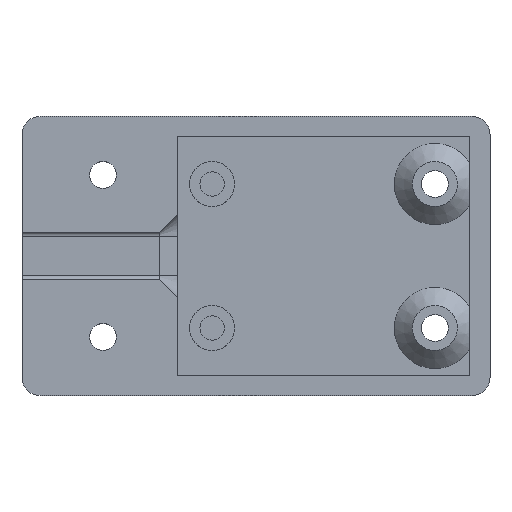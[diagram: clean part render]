
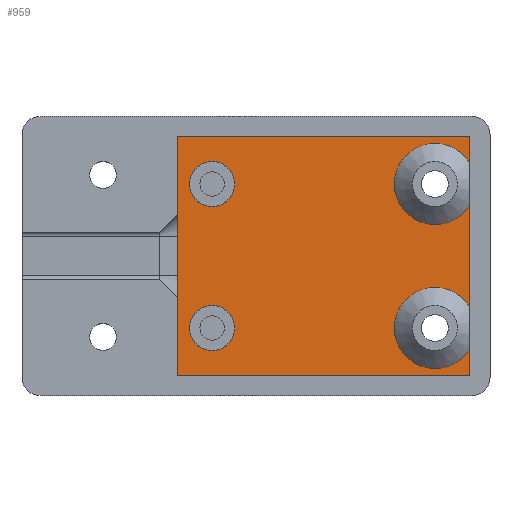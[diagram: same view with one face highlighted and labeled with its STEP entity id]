
A CAD part, top view. The second image highlights one B-rep face of the part: STEP entity #959.
In plain terms, the highlighted planar face has unit normal (0, 0, 1).
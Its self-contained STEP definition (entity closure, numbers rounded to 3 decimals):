
#46=FACE_BOUND('',#235,.T.);
#47=FACE_BOUND('',#236,.T.);
#90=PLANE('',#1062);
#144=FACE_OUTER_BOUND('',#234,.T.);
#234=EDGE_LOOP('',(#800,#801,#802,#803,#804,#805,#806,#807));
#235=EDGE_LOOP('',(#808));
#236=EDGE_LOOP('',(#809));
#311=CIRCLE('',#1061,4.5);
#312=CIRCLE('',#1063,4.5);
#313=CIRCLE('',#1064,2.5);
#314=CIRCLE('',#1065,2.5);
#368=LINE('',#1589,#433);
#369=LINE('',#1593,#434);
#370=LINE('',#1595,#435);
#371=LINE('',#1597,#436);
#372=LINE('',#1599,#437);
#373=LINE('',#1600,#438);
#433=VECTOR('',#1295,11.424);
#434=VECTOR('',#1298,2.962);
#435=VECTOR('',#1299,32.5);
#436=VECTOR('',#1300,26.5);
#437=VECTOR('',#1301,32.5);
#438=VECTOR('',#1302,2.962);
#517=VERTEX_POINT('',#1581);
#518=VERTEX_POINT('',#1582);
#519=VERTEX_POINT('',#1588);
#520=VERTEX_POINT('',#1590);
#521=VERTEX_POINT('',#1592);
#522=VERTEX_POINT('',#1594);
#523=VERTEX_POINT('',#1596);
#524=VERTEX_POINT('',#1598);
#525=VERTEX_POINT('',#1601);
#526=VERTEX_POINT('',#1603);
#622=EDGE_CURVE('',#517,#518,#311,.T.);
#623=EDGE_CURVE('',#517,#519,#368,.T.);
#624=EDGE_CURVE('',#520,#519,#312,.T.);
#625=EDGE_CURVE('',#520,#521,#369,.T.);
#626=EDGE_CURVE('',#521,#522,#370,.T.);
#627=EDGE_CURVE('',#522,#523,#371,.T.);
#628=EDGE_CURVE('',#523,#524,#372,.T.);
#629=EDGE_CURVE('',#524,#518,#373,.T.);
#630=EDGE_CURVE('',#525,#525,#313,.T.);
#631=EDGE_CURVE('',#526,#526,#314,.T.);
#800=ORIENTED_EDGE('',*,*,#622,.F.);
#801=ORIENTED_EDGE('',*,*,#623,.T.);
#802=ORIENTED_EDGE('',*,*,#624,.F.);
#803=ORIENTED_EDGE('',*,*,#625,.T.);
#804=ORIENTED_EDGE('',*,*,#626,.T.);
#805=ORIENTED_EDGE('',*,*,#627,.T.);
#806=ORIENTED_EDGE('',*,*,#628,.T.);
#807=ORIENTED_EDGE('',*,*,#629,.T.);
#808=ORIENTED_EDGE('',*,*,#630,.T.);
#809=ORIENTED_EDGE('',*,*,#631,.T.);
#959=ADVANCED_FACE('',(#144,#46,#47),#90,.T.);
#1061=AXIS2_PLACEMENT_3D('',#1586,#1291,#1292);
#1062=AXIS2_PLACEMENT_3D('',#1587,#1293,#1294);
#1063=AXIS2_PLACEMENT_3D('',#1591,#1296,#1297);
#1064=AXIS2_PLACEMENT_3D('',#1602,#1303,#1304);
#1065=AXIS2_PLACEMENT_3D('',#1604,#1305,#1306);
#1291=DIRECTION('center_axis',(0.,0.,1.));
#1292=DIRECTION('ref_axis',(-1.,0.,0.));
#1293=DIRECTION('center_axis',(0.,0.,1.));
#1294=DIRECTION('ref_axis',(1.,0.,0.));
#1295=DIRECTION('',(0.,1.,0.));
#1296=DIRECTION('center_axis',(0.,0.,1.));
#1297=DIRECTION('ref_axis',(-1.,0.,0.));
#1298=DIRECTION('',(0.,1.,0.));
#1299=DIRECTION('',(-1.,0.,0.));
#1300=DIRECTION('',(0.,-1.,0.));
#1301=DIRECTION('',(1.,0.,0.));
#1302=DIRECTION('',(0.,1.,0.));
#1303=DIRECTION('center_axis',(0.,0.,-1.));
#1304=DIRECTION('ref_axis',(-1.,0.,0.));
#1305=DIRECTION('center_axis',(0.,0.,-1.));
#1306=DIRECTION('ref_axis',(-1.,0.,0.));
#1581=CARTESIAN_POINT('',(16.25,-5.712,-2.));
#1582=CARTESIAN_POINT('',(16.25,-10.288,-2.));
#1586=CARTESIAN_POINT('Origin',(12.375,-8.,-2.));
#1587=CARTESIAN_POINT('Origin',(-7.5,0.,-2.));
#1588=CARTESIAN_POINT('',(16.25,5.712,-2.));
#1589=CARTESIAN_POINT('',(16.25,6.625,-2.));
#1590=CARTESIAN_POINT('',(16.25,10.288,-2.));
#1591=CARTESIAN_POINT('Origin',(12.375,8.,-2.));
#1592=CARTESIAN_POINT('',(16.25,13.25,-2.));
#1593=CARTESIAN_POINT('',(16.25,6.625,-2.));
#1594=CARTESIAN_POINT('',(-16.25,13.25,-2.));
#1595=CARTESIAN_POINT('',(-11.875,13.25,-2.));
#1596=CARTESIAN_POINT('',(-16.25,-13.25,-2.));
#1597=CARTESIAN_POINT('',(-16.25,-6.625,-2.));
#1598=CARTESIAN_POINT('',(16.25,-13.25,-2.));
#1599=CARTESIAN_POINT('',(4.375,-13.25,-2.));
#1600=CARTESIAN_POINT('',(16.25,6.625,-2.));
#1601=CARTESIAN_POINT('',(-9.875,-8.,-2.));
#1602=CARTESIAN_POINT('Origin',(-12.375,-8.,-2.));
#1603=CARTESIAN_POINT('',(-9.875,8.,-2.));
#1604=CARTESIAN_POINT('Origin',(-12.375,8.,-2.));
